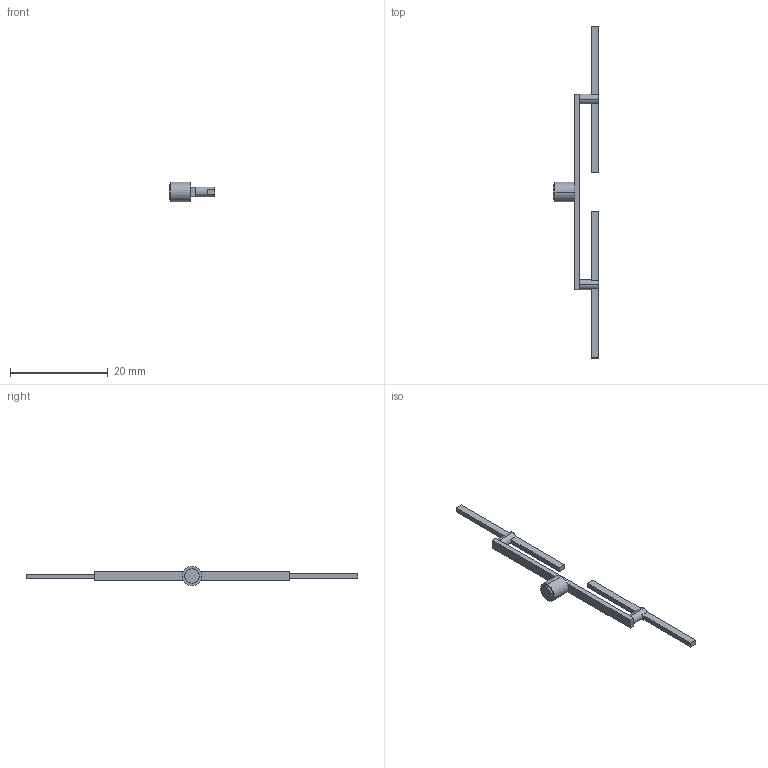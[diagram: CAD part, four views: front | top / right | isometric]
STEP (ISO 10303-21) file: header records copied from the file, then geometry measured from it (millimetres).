
FILE_DESCRIPTION (( 'STEP AP203' ), '1' );
FILE_NAME ('superior solar panels.par_Défaut_sldprt.STEP', '2024-03-20T04:11:42', ( '' ), ( '' ), 'SwSTEP 2.0', 'SolidWorks 2022', '' );
FILE_SCHEMA (( 'CONFIG_CONTROL_DESIGN' ));
Length unit declared in the file: millimetre
Products named in the file (1): superior solar panels.par_Défaut_sldprt
Bounding box: 9.4 x 67.95 x 4 mm (x, y, z)
Volume: 242.5 mm3; surface area: 639.9 mm2
Topology: 1 solids, 1 shells, 41 faces, 100 edges, 62 vertices
Faces by surface type: plane 33, cylinder 8
Entity records: 1269 total; most frequent: DIRECTION 214, CARTESIAN_POINT 204, ORIENTED_EDGE 200, EDGE_CURVE 100, AXIS2_PLACEMENT_3D 72, VECTOR 70, LINE 70, VERTEX_POINT 62
